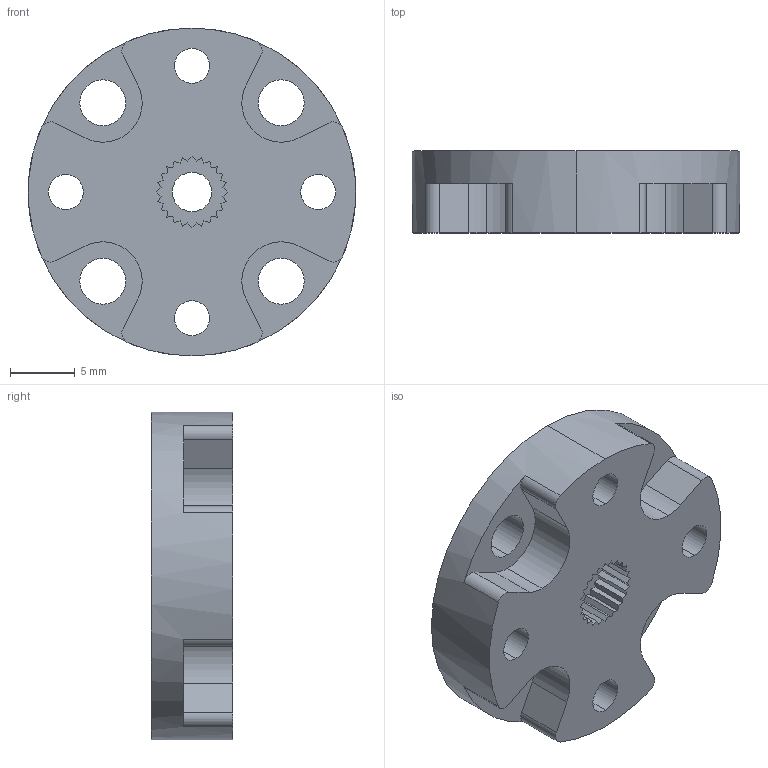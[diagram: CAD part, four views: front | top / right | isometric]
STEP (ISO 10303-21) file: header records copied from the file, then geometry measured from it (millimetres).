
FILE_DESCRIPTION (( 'STEP AP203' ), '1' );
FILE_NAME ('525130.STEP', '2014-07-10T16:09:37', ( 'Kyle' ), ( 'Microsoft' ), 'SwSTEP 2.0', 'SolidWorks 2014', '' );
FILE_SCHEMA (( 'CONFIG_CONTROL_DESIGN' ));
Length unit declared in the file: inch
Products named in the file (1): 525130
Bounding box: 25.39 x 6.35 x 25.39 mm (x, y, z)
Volume: 2105.3 mm3; surface area: 1957.5 mm2
Topology: 1 solids, 1 shells, 102 faces, 294 edges, 196 vertices
Faces by surface type: plane 64, cylinder 38
Entity records: 3477 total; most frequent: CARTESIAN_POINT 593, ORIENTED_EDGE 588, DIRECTION 584, EDGE_CURVE 294, VECTOR 210, LINE 210, VERTEX_POINT 196, AXIS2_PLACEMENT_3D 187
